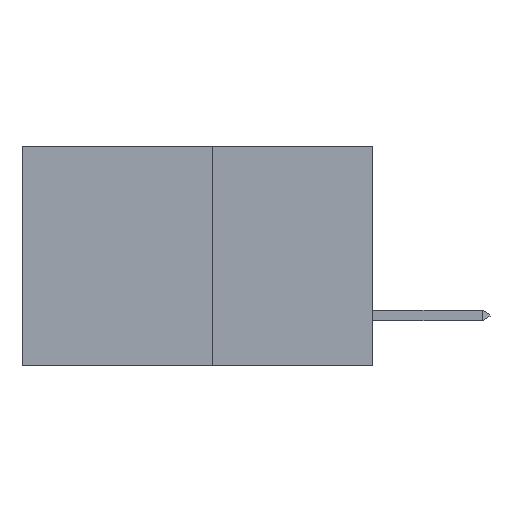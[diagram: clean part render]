
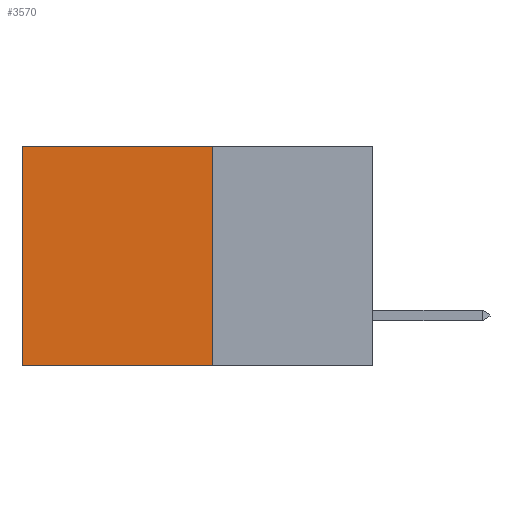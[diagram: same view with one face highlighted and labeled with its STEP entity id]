
A CAD part, left-side view. The second image highlights one B-rep face of the part: STEP entity #3570.
In plain terms, the highlighted planar face has unit normal (-1, 0, 0).
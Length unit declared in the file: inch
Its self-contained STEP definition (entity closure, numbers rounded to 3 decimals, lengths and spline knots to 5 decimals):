
#451 = VERTEX_POINT ( 'NONE', #5354 ) ;
#1080 = CARTESIAN_POINT ( 'NONE',  ( 0.277, 0.27, -0.37 ) ) ;
#1181 = VERTEX_POINT ( 'NONE', #10003 ) ;
#1400 = AXIS2_PLACEMENT_3D ( 'NONE', #5141, #12219, #6179 ) ;
#1485 = LINE ( 'NONE', #6281, #9100 ) ;
#1969 = VECTOR ( 'NONE', #11346, 39.37008 ) ;
#3148 = FACE_OUTER_BOUND ( 'NONE', #4693, .T. ) ;
#3267 = CARTESIAN_POINT ( 'NONE',  ( 0.277, 0.27, -0.37 ) ) ;
#3570 = ADVANCED_FACE ( 'NONE', ( #3148 ), #11253, .F. ) ;
#4326 = VECTOR ( 'NONE', #10551, 39.37008 ) ;
#4693 = EDGE_LOOP ( 'NONE', ( #8378, #10803, #5423, #6317 ) ) ;
#4935 = EDGE_CURVE ( 'NONE', #1181, #451, #1485, .T. ) ;
#5031 = CARTESIAN_POINT ( 'NONE',  ( 0.277, 0.59, -0.37 ) ) ;
#5074 = EDGE_CURVE ( 'NONE', #7351, #9114, #9899, .T. ) ;
#5141 = CARTESIAN_POINT ( 'NONE',  ( 0.277, 0.27, -0.37 ) ) ;
#5270 = EDGE_CURVE ( 'NONE', #1181, #7351, #12343, .T. ) ;
#5354 = CARTESIAN_POINT ( 'NONE',  ( 0.277, 0.59, 0. ) ) ;
#5423 = ORIENTED_EDGE ( 'NONE', *, *, #5270, .F. ) ;
#6179 = DIRECTION ( 'NONE',  ( 0., 0., -1. ) ) ;
#6281 = CARTESIAN_POINT ( 'NONE',  ( 0.277, 0.27, 0. ) ) ;
#6317 = ORIENTED_EDGE ( 'NONE', *, *, #4935, .T. ) ;
#7103 = LINE ( 'NONE', #8526, #4326 ) ;
#7351 = VERTEX_POINT ( 'NONE', #3267 ) ;
#8378 = ORIENTED_EDGE ( 'NONE', *, *, #10567, .T. ) ;
#8526 = CARTESIAN_POINT ( 'NONE',  ( 0.277, 0.59, -0.37 ) ) ;
#9100 = VECTOR ( 'NONE', #12320, 39.37008 ) ;
#9114 = VERTEX_POINT ( 'NONE', #5031 ) ;
#9737 = VECTOR ( 'NONE', #11595, 39.37008 ) ;
#9899 = LINE ( 'NONE', #1080, #1969 ) ;
#10003 = CARTESIAN_POINT ( 'NONE',  ( 0.277, 0.27, 0. ) ) ;
#10551 = DIRECTION ( 'NONE',  ( 0., 0., -1. ) ) ;
#10567 = EDGE_CURVE ( 'NONE', #451, #9114, #7103, .T. ) ;
#10803 = ORIENTED_EDGE ( 'NONE', *, *, #5074, .F. ) ;
#11253 = PLANE ( 'NONE',  #1400 ) ;
#11346 = DIRECTION ( 'NONE',  ( 0., 1., 0. ) ) ;
#11595 = DIRECTION ( 'NONE',  ( 0., 0., -1. ) ) ;
#12219 = DIRECTION ( 'NONE',  ( 1., 0., 0. ) ) ;
#12320 = DIRECTION ( 'NONE',  ( 0., 1., 0. ) ) ;
#12343 = LINE ( 'NONE', #12569, #9737 ) ;
#12569 = CARTESIAN_POINT ( 'NONE',  ( 0.277, 0.27, -0.37 ) ) ;
